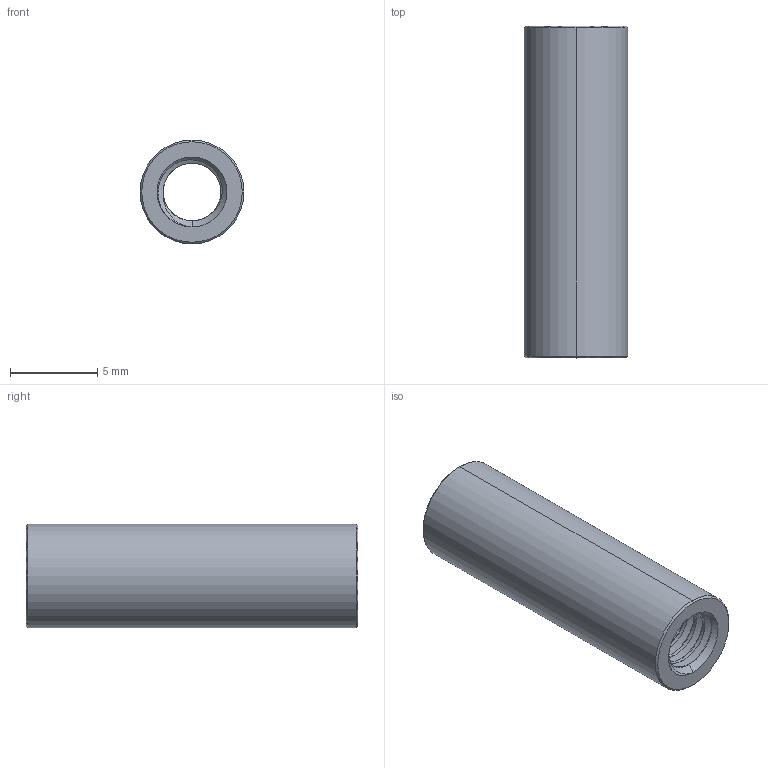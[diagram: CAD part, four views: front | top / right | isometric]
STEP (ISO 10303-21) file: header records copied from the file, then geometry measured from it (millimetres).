
FILE_DESCRIPTION (( 'STEP AP203' ), '1' );
FILE_NAME ('1501-0006-0190.STEP', '2019-12-03T22:36:34', ( '' ), ( '' ), 'SwSTEP 2.0', 'SolidWorks 2016', '' );
FILE_SCHEMA (( 'CONFIG_CONTROL_DESIGN' ));
Length unit declared in the file: millimetre
Products named in the file (1): 1501-0006-0190
Bounding box: 5.95 x 19 x 5.95 mm (x, y, z)
Volume: 334.1 mm3; surface area: 723.9 mm2
Topology: 1 solids, 1 shells, 126 faces, 363 edges, 239 vertices
Faces by surface type: cylinder 112, cone 10, plane 2, bspline 2
Entity records: 7439 total; most frequent: CARTESIAN_POINT 4708, ORIENTED_EDGE 726, DIRECTION 408, EDGE_CURVE 363, VERTEX_POINT 239, AXIS2_PLACEMENT_3D 145, EDGE_LOOP 128, FACE_OUTER_BOUND 126
